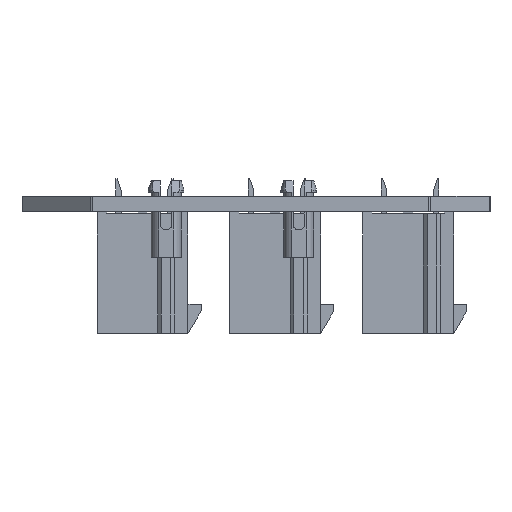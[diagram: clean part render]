
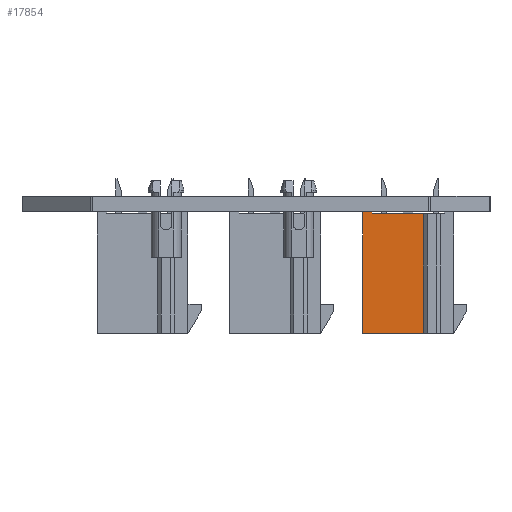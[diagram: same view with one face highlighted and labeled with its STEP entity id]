
A CAD part, left-side view. The second image highlights one B-rep face of the part: STEP entity #17854.
In plain terms, the highlighted planar face has unit normal (-1, 0, 0).
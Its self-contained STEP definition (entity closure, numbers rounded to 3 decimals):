
#16645 = PLANE('',#16646);
#16646 = AXIS2_PLACEMENT_3D('',#16647,#16648,#16649);
#16647 = CARTESIAN_POINT('',(-4.8,12.8,4.8));
#16648 = DIRECTION('',(0.,0.,1.));
#16649 = DIRECTION('',(1.,-0.,0.));
#16881 = PLANE('',#16882);
#16882 = AXIS2_PLACEMENT_3D('',#16883,#16884,#16885);
#16883 = CARTESIAN_POINT('',(-4.8,12.8,-4.8));
#16884 = DIRECTION('',(0.,1.,0.));
#16885 = DIRECTION('',(1.,0.,-0.));
#17578 = PLANE('',#17579);
#17579 = AXIS2_PLACEMENT_3D('',#17580,#17581,#17582);
#17580 = CARTESIAN_POINT('',(1.1,0.,3.8));
#17581 = DIRECTION('',(0.,0.,1.));
#17582 = DIRECTION('',(1.,-0.,0.));
#17854 = ADVANCED_FACE('',(#17855),#17869,.F.);
#17855 = FACE_BOUND('',#17856,.F.);
#17856 = EDGE_LOOP('',(#17857,#17892,#17915,#17938,#17966,#17989));
#17857 = ORIENTED_EDGE('',*,*,#17858,.T.);
#17858 = EDGE_CURVE('',#17859,#17861,#17863,.T.);
#17859 = VERTEX_POINT('',#17860);
#17860 = CARTESIAN_POINT('',(-4.8,0.2,-1.59));
#17861 = VERTEX_POINT('',#17862);
#17862 = CARTESIAN_POINT('',(-4.8,12.8,-1.59));
#17863 = SURFACE_CURVE('',#17864,(#17868,#17880),.PCURVE_S1.);
#17864 = LINE('',#17865,#17866);
#17865 = CARTESIAN_POINT('',(-4.8,0.2,-1.59
    ));
#17866 = VECTOR('',#17867,1.);
#17867 = DIRECTION('',(0.,1.,0.));
#17868 = PCURVE('',#17869,#17874);
#17869 = PLANE('',#17870);
#17870 = AXIS2_PLACEMENT_3D('',#17871,#17872,#17873);
#17871 = CARTESIAN_POINT('',(-4.8,0.,0.));
#17872 = DIRECTION('',(1.,0.,0.));
#17873 = DIRECTION('',(0.,1.,-0.));
#17874 = DEFINITIONAL_REPRESENTATION('',(#17875),#17879);
#17875 = LINE('',#17876,#17877);
#17876 = CARTESIAN_POINT('',(0.2,-1.59));
#17877 = VECTOR('',#17878,1.);
#17878 = DIRECTION('',(1.,0.));
#17879 = ( GEOMETRIC_REPRESENTATION_CONTEXT(2) 
PARAMETRIC_REPRESENTATION_CONTEXT() REPRESENTATION_CONTEXT('2D SPACE',''
  ) );
#17880 = PCURVE('',#17881,#17886);
#17881 = PLANE('',#17882);
#17882 = AXIS2_PLACEMENT_3D('',#17883,#17884,#17885);
#17883 = CARTESIAN_POINT('',(-4.8,12.8,-1.59));
#17884 = DIRECTION('',(-0.707,0.,0.707));
#17885 = DIRECTION('',(0.,1.,0.));
#17886 = DEFINITIONAL_REPRESENTATION('',(#17887),#17891);
#17887 = LINE('',#17888,#17889);
#17888 = CARTESIAN_POINT('',(-12.6,0.));
#17889 = VECTOR('',#17890,1.);
#17890 = DIRECTION('',(1.,0.));
#17891 = ( GEOMETRIC_REPRESENTATION_CONTEXT(2) 
PARAMETRIC_REPRESENTATION_CONTEXT() REPRESENTATION_CONTEXT('2D SPACE',''
  ) );
#17892 = ORIENTED_EDGE('',*,*,#17893,.T.);
#17893 = EDGE_CURVE('',#17861,#17894,#17896,.T.);
#17894 = VERTEX_POINT('',#17895);
#17895 = CARTESIAN_POINT('',(-4.8,12.8,4.8));
#17896 = SURFACE_CURVE('',#17897,(#17901,#17908),.PCURVE_S1.);
#17897 = LINE('',#17898,#17899);
#17898 = CARTESIAN_POINT('',(-4.8,12.8,
    -1.59));
#17899 = VECTOR('',#17900,1.);
#17900 = DIRECTION('',(0.,0.,1.));
#17901 = PCURVE('',#17869,#17902);
#17902 = DEFINITIONAL_REPRESENTATION('',(#17903),#17907);
#17903 = LINE('',#17904,#17905);
#17904 = CARTESIAN_POINT('',(12.8,-1.59));
#17905 = VECTOR('',#17906,1.);
#17906 = DIRECTION('',(0.,1.));
#17907 = ( GEOMETRIC_REPRESENTATION_CONTEXT(2) 
PARAMETRIC_REPRESENTATION_CONTEXT() REPRESENTATION_CONTEXT('2D SPACE',''
  ) );
#17908 = PCURVE('',#16881,#17909);
#17909 = DEFINITIONAL_REPRESENTATION('',(#17910),#17914);
#17910 = LINE('',#17911,#17912);
#17911 = CARTESIAN_POINT('',(0.,-3.21));
#17912 = VECTOR('',#17913,1.);
#17913 = DIRECTION('',(0.,-1.));
#17914 = ( GEOMETRIC_REPRESENTATION_CONTEXT(2) 
PARAMETRIC_REPRESENTATION_CONTEXT() REPRESENTATION_CONTEXT('2D SPACE',''
  ) );
#17915 = ORIENTED_EDGE('',*,*,#17916,.T.);
#17916 = EDGE_CURVE('',#17894,#17917,#17919,.T.);
#17917 = VERTEX_POINT('',#17918);
#17918 = CARTESIAN_POINT('',(-4.8,0.,4.8));
#17919 = SURFACE_CURVE('',#17920,(#17924,#17931),.PCURVE_S1.);
#17920 = LINE('',#17921,#17922);
#17921 = CARTESIAN_POINT('',(-4.8,12.8,4.8
    ));
#17922 = VECTOR('',#17923,1.);
#17923 = DIRECTION('',(0.,-1.,0.));
#17924 = PCURVE('',#17869,#17925);
#17925 = DEFINITIONAL_REPRESENTATION('',(#17926),#17930);
#17926 = LINE('',#17927,#17928);
#17927 = CARTESIAN_POINT('',(12.8,4.8));
#17928 = VECTOR('',#17929,1.);
#17929 = DIRECTION('',(-1.,0.));
#17930 = ( GEOMETRIC_REPRESENTATION_CONTEXT(2) 
PARAMETRIC_REPRESENTATION_CONTEXT() REPRESENTATION_CONTEXT('2D SPACE',''
  ) );
#17931 = PCURVE('',#16645,#17932);
#17932 = DEFINITIONAL_REPRESENTATION('',(#17933),#17937);
#17933 = LINE('',#17934,#17935);
#17934 = CARTESIAN_POINT('',(0.,0.));
#17935 = VECTOR('',#17936,1.);
#17936 = DIRECTION('',(0.,-1.));
#17937 = ( GEOMETRIC_REPRESENTATION_CONTEXT(2) 
PARAMETRIC_REPRESENTATION_CONTEXT() REPRESENTATION_CONTEXT('2D SPACE',''
  ) );
#17938 = ORIENTED_EDGE('',*,*,#17939,.T.);
#17939 = EDGE_CURVE('',#17917,#17940,#17942,.T.);
#17940 = VERTEX_POINT('',#17941);
#17941 = CARTESIAN_POINT('',(-4.8,0.,3.8));
#17942 = SURFACE_CURVE('',#17943,(#17947,#17954),.PCURVE_S1.);
#17943 = LINE('',#17944,#17945);
#17944 = CARTESIAN_POINT('',(-4.8,0.,4.8));
#17945 = VECTOR('',#17946,1.);
#17946 = DIRECTION('',(0.,0.,-1.));
#17947 = PCURVE('',#17869,#17948);
#17948 = DEFINITIONAL_REPRESENTATION('',(#17949),#17953);
#17949 = LINE('',#17950,#17951);
#17950 = CARTESIAN_POINT('',(0.,4.8));
#17951 = VECTOR('',#17952,1.);
#17952 = DIRECTION('',(0.,-1.));
#17953 = ( GEOMETRIC_REPRESENTATION_CONTEXT(2) 
PARAMETRIC_REPRESENTATION_CONTEXT() REPRESENTATION_CONTEXT('2D SPACE',''
  ) );
#17954 = PCURVE('',#17955,#17960);
#17955 = PLANE('',#17956);
#17956 = AXIS2_PLACEMENT_3D('',#17957,#17958,#17959);
#17957 = CARTESIAN_POINT('',(-4.8,0.,4.8));
#17958 = DIRECTION('',(0.,-1.,0.));
#17959 = DIRECTION('',(0.,0.,-1.));
#17960 = DEFINITIONAL_REPRESENTATION('',(#17961),#17965);
#17961 = LINE('',#17962,#17963);
#17962 = CARTESIAN_POINT('',(0.,0.));
#17963 = VECTOR('',#17964,1.);
#17964 = DIRECTION('',(1.,0.));
#17965 = ( GEOMETRIC_REPRESENTATION_CONTEXT(2) 
PARAMETRIC_REPRESENTATION_CONTEXT() REPRESENTATION_CONTEXT('2D SPACE',''
  ) );
#17966 = ORIENTED_EDGE('',*,*,#17967,.T.);
#17967 = EDGE_CURVE('',#17940,#17968,#17970,.T.);
#17968 = VERTEX_POINT('',#17969);
#17969 = CARTESIAN_POINT('',(-4.8,0.2,3.8));
#17970 = SURFACE_CURVE('',#17971,(#17975,#17982),.PCURVE_S1.);
#17971 = LINE('',#17972,#17973);
#17972 = CARTESIAN_POINT('',(-4.8,0.,3.8));
#17973 = VECTOR('',#17974,1.);
#17974 = DIRECTION('',(0.,1.,0.));
#17975 = PCURVE('',#17869,#17976);
#17976 = DEFINITIONAL_REPRESENTATION('',(#17977),#17981);
#17977 = LINE('',#17978,#17979);
#17978 = CARTESIAN_POINT('',(0.,3.8));
#17979 = VECTOR('',#17980,1.);
#17980 = DIRECTION('',(1.,0.));
#17981 = ( GEOMETRIC_REPRESENTATION_CONTEXT(2) 
PARAMETRIC_REPRESENTATION_CONTEXT() REPRESENTATION_CONTEXT('2D SPACE',''
  ) );
#17982 = PCURVE('',#17578,#17983);
#17983 = DEFINITIONAL_REPRESENTATION('',(#17984),#17988);
#17984 = LINE('',#17985,#17986);
#17985 = CARTESIAN_POINT('',(-5.9,0.));
#17986 = VECTOR('',#17987,1.);
#17987 = DIRECTION('',(0.,1.));
#17988 = ( GEOMETRIC_REPRESENTATION_CONTEXT(2) 
PARAMETRIC_REPRESENTATION_CONTEXT() REPRESENTATION_CONTEXT('2D SPACE',''
  ) );
#17989 = ORIENTED_EDGE('',*,*,#17990,.F.);
#17990 = EDGE_CURVE('',#17859,#17968,#17991,.T.);
#17991 = SURFACE_CURVE('',#17992,(#17996,#18003),.PCURVE_S1.);
#17992 = LINE('',#17993,#17994);
#17993 = CARTESIAN_POINT('',(-4.8,0.2,-1.59
    ));
#17994 = VECTOR('',#17995,1.);
#17995 = DIRECTION('',(0.,0.,1.));
#17996 = PCURVE('',#17869,#17997);
#17997 = DEFINITIONAL_REPRESENTATION('',(#17998),#18002);
#17998 = LINE('',#17999,#18000);
#17999 = CARTESIAN_POINT('',(0.2,-1.59));
#18000 = VECTOR('',#18001,1.);
#18001 = DIRECTION('',(0.,1.));
#18002 = ( GEOMETRIC_REPRESENTATION_CONTEXT(2) 
PARAMETRIC_REPRESENTATION_CONTEXT() REPRESENTATION_CONTEXT('2D SPACE',''
  ) );
#18003 = PCURVE('',#18004,#18009);
#18004 = PLANE('',#18005);
#18005 = AXIS2_PLACEMENT_3D('',#18006,#18007,#18008);
#18006 = CARTESIAN_POINT('',(-4.8,0.2,0.));
#18007 = DIRECTION('',(0.,-1.,0.));
#18008 = DIRECTION('',(0.,0.,-1.));
#18009 = DEFINITIONAL_REPRESENTATION('',(#18010),#18014);
#18010 = LINE('',#18011,#18012);
#18011 = CARTESIAN_POINT('',(1.59,0.));
#18012 = VECTOR('',#18013,1.);
#18013 = DIRECTION('',(-1.,0.));
#18014 = ( GEOMETRIC_REPRESENTATION_CONTEXT(2) 
PARAMETRIC_REPRESENTATION_CONTEXT() REPRESENTATION_CONTEXT('2D SPACE',''
  ) );
